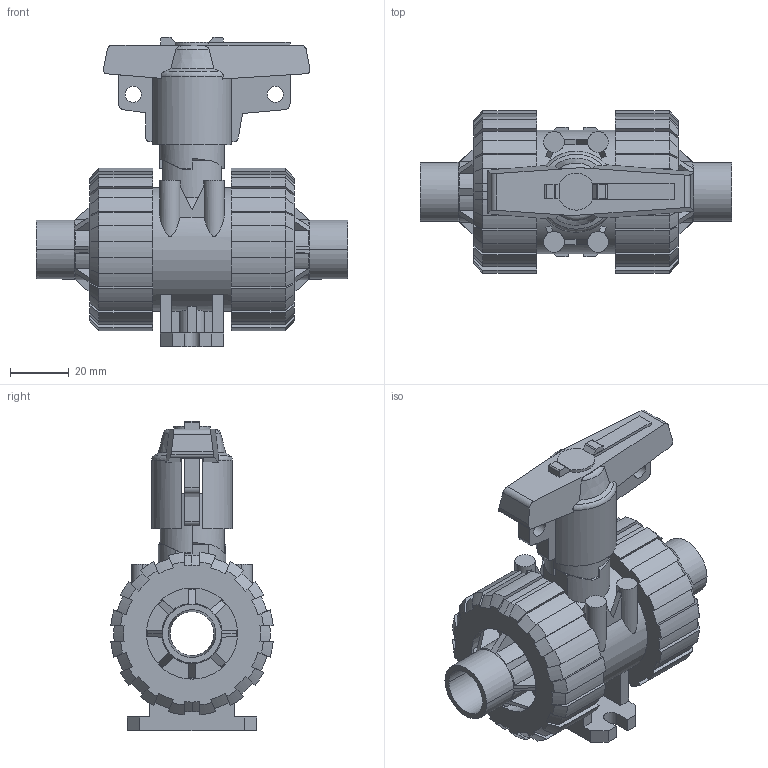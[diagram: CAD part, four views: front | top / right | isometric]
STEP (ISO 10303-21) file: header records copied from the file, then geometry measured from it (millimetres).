
FILE_DESCRIPTION(('STEP AP214'),'1');
FILE_NAME('cctmp_C18E0F0B-8556-4F13-B175-C317C504B3B4_2021_10_22_07_34_55_0570..stp','2021-10-22T05:34:56',('Praher Valves GmbH'),('CADClick - www.CADClick.com'),'Spatial InterOp 3D',' ','unknown authorization');
FILE_SCHEMA(('AUTOMOTIVE_DESIGN'));
Length unit declared in the file: millimetre
Products named in the file (7): cc_unnamed; 210119_5; 210119_4; 210119_3; 210119_2; 210119_1; 210119
Assembly tree (6 placements, depth 2):
  cc_unnamed
    210119_5
    210119_4
    210119_3
    210119_2
    210119_1
    210119
Bounding box: 106 x 55.24 x 105.17 mm (x, y, z)
Volume: 161025.5 mm3; surface area: 58714.1 mm2
Topology: 6 solids, 6 shells, 505 faces, 1452 edges, 964 vertices
Faces by surface type: plane 243, cylinder 118, cone 80, bspline 56, torus 8
Entity records: 23183 total; most frequent: CARTESIAN_POINT 6317, ORIENTED_EDGE 2904, DIRECTION 2392, EDGE_CURVE 1452, VERTEX_POINT 964, AXIS2_PLACEMENT_3D 840, LINE 712, VECTOR 712
